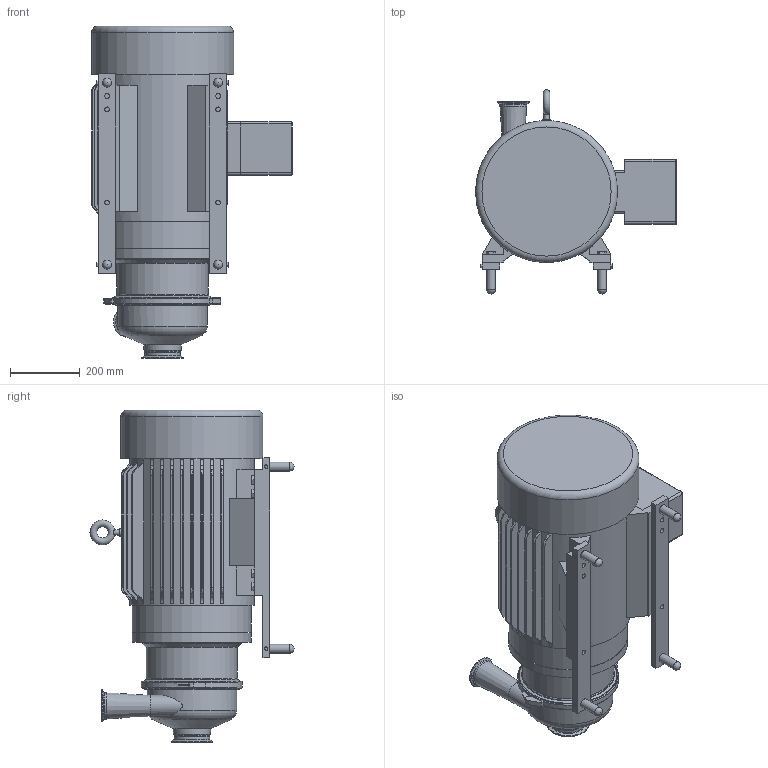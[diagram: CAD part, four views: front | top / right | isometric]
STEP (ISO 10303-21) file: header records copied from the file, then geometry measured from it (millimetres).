
FILE_DESCRIPTION(/* description */ (''),/* implementation_level */ '2;1');
FILE_NAME(/* name */ 'W+_W+30-120_326TSC_4.0x3.0_S-Line_50HP_SM.stp',/* time_stamp */ '2020-09-02T11:05:37+06:00',/* author */ ('KRXREM'),/* organization */ (''),/* preprocessor_version */ 'ST-DEVELOPER v17',/* originating_system */ 'Autodesk Inventor 2018',/* authorisation */ '');
FILE_SCHEMA (('AUTOMOTIVE_DESIGN { 1 0 10303 214 3 1 1 }'));
Length unit declared in the file: inch
Products named in the file (1): W+_W+30-120_326TSC_4.0x3.0_S-Line_50HP_SM
Bounding box: 574.81 x 583.43 x 949.49 mm (x, y, z)
Volume: 93509453.3 mm3; surface area: 2134109.3 mm2
Topology: 2 solids, 2 shells, 762 faces, 1988 edges, 1280 vertices
Faces by surface type: plane 347, cone 183, torus 94, cylinder 92, bspline 42, sphere 4
Full cylindrical faces by diameter (mm): 6.35 x2, 10 x1, 13.386 x6, 16.185 x1, 22.411 x1, 25.4 x4, 25.451 x4, 35 x4, 60.3 x1, 71.984 x1, 76.327 x1, 90.907 x1, 97.384 x1, 101.727 x1, 102 x1, 118.923 x1, 256 x1, 260 x1, 261 x1, 265 x1, 280 x1, 284 x1, 317.5 x1, 340 x1, 340.36 x1, 355.6 x1, 406.4 x1
Entity records: 25737 total; most frequent: CARTESIAN_POINT 7354, ORIENTED_EDGE 3968, DIRECTION 3472, EDGE_CURVE 1984, AXIS2_PLACEMENT_3D 1334, VERTEX_POINT 1280, EDGE_LOOP 833, LINE 804
